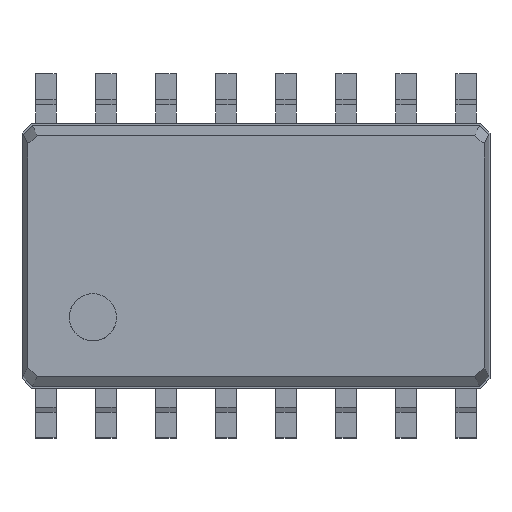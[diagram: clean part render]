
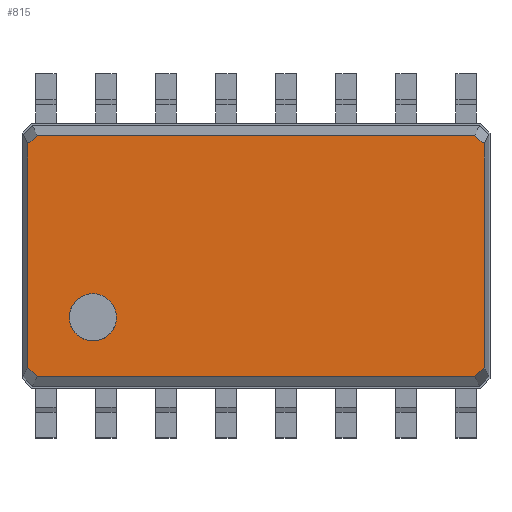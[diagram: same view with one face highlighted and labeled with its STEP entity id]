
A CAD part, top view. The second image highlights one B-rep face of the part: STEP entity #815.
In plain terms, the highlighted free-form (B-spline) face has degree [1, 1] with [2, 2] control points.
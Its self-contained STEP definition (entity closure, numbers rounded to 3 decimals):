
#644 = VERTEX_POINT('',#645);
#645 = CARTESIAN_POINT('',(-4.825,-2.368,1.55));
#652 = VERTEX_POINT('',#653);
#653 = CARTESIAN_POINT('',(-4.825,2.368,1.55));
#658 = EDGE_CURVE('',#644,#652,#659,.T.);
#659 = B_SPLINE_CURVE_WITH_KNOTS('',1,(#660,#661),.UNSPECIFIED.,.F.,.F.,
  (2,2),(0.,5.2),.PIECEWISE_BEZIER_KNOTS.);
#660 = CARTESIAN_POINT('',(-4.825,-2.368,1.55));
#661 = CARTESIAN_POINT('',(-4.825,2.368,1.55));
#674 = VERTEX_POINT('',#675);
#675 = CARTESIAN_POINT('',(-4.63,2.55,1.55));
#680 = EDGE_CURVE('',#652,#674,#681,.T.);
#681 = B_SPLINE_CURVE_WITH_KNOTS('',1,(#682,#683),.UNSPECIFIED.,.F.,.F.,
  (2,2),(0.,0.283),.PIECEWISE_BEZIER_KNOTS.);
#682 = CARTESIAN_POINT('',(-4.825,2.368,1.55));
#683 = CARTESIAN_POINT('',(-4.63,2.55,1.55));
#696 = VERTEX_POINT('',#697);
#697 = CARTESIAN_POINT('',(4.63,2.55,1.55));
#702 = EDGE_CURVE('',#674,#696,#703,.T.);
#703 = B_SPLINE_CURVE_WITH_KNOTS('',1,(#704,#705),.UNSPECIFIED.,.F.,.F.,
  (2,2),(0.,9.5),.PIECEWISE_BEZIER_KNOTS.);
#704 = CARTESIAN_POINT('',(-4.63,2.55,1.55));
#705 = CARTESIAN_POINT('',(4.63,2.55,1.55));
#718 = VERTEX_POINT('',#719);
#719 = CARTESIAN_POINT('',(4.825,2.368,1.55));
#724 = EDGE_CURVE('',#696,#718,#725,.T.);
#725 = B_SPLINE_CURVE_WITH_KNOTS('',1,(#726,#727),.UNSPECIFIED.,.F.,.F.,
  (2,2),(0.,0.283),.PIECEWISE_BEZIER_KNOTS.);
#726 = CARTESIAN_POINT('',(4.63,2.55,1.55));
#727 = CARTESIAN_POINT('',(4.825,2.368,1.55));
#740 = VERTEX_POINT('',#741);
#741 = CARTESIAN_POINT('',(4.825,-2.368,1.55));
#746 = EDGE_CURVE('',#718,#740,#747,.T.);
#747 = B_SPLINE_CURVE_WITH_KNOTS('',1,(#748,#749),.UNSPECIFIED.,.F.,.F.,
  (2,2),(0.,5.2),.PIECEWISE_BEZIER_KNOTS.);
#748 = CARTESIAN_POINT('',(4.825,2.368,1.55));
#749 = CARTESIAN_POINT('',(4.825,-2.368,1.55));
#762 = VERTEX_POINT('',#763);
#763 = CARTESIAN_POINT('',(4.63,-2.55,1.55));
#768 = EDGE_CURVE('',#740,#762,#769,.T.);
#769 = B_SPLINE_CURVE_WITH_KNOTS('',1,(#770,#771),.UNSPECIFIED.,.F.,.F.,
  (2,2),(0.,0.283),.PIECEWISE_BEZIER_KNOTS.);
#770 = CARTESIAN_POINT('',(4.825,-2.368,1.55));
#771 = CARTESIAN_POINT('',(4.63,-2.55,1.55));
#784 = VERTEX_POINT('',#785);
#785 = CARTESIAN_POINT('',(-4.63,-2.55,1.55));
#790 = EDGE_CURVE('',#762,#784,#791,.T.);
#791 = B_SPLINE_CURVE_WITH_KNOTS('',1,(#792,#793),.UNSPECIFIED.,.F.,.F.,
  (2,2),(0.,9.5),.PIECEWISE_BEZIER_KNOTS.);
#792 = CARTESIAN_POINT('',(4.63,-2.55,1.55));
#793 = CARTESIAN_POINT('',(-4.63,-2.55,1.55));
#806 = EDGE_CURVE('',#784,#644,#807,.T.);
#807 = B_SPLINE_CURVE_WITH_KNOTS('',1,(#808,#809),.UNSPECIFIED.,.F.,.F.,
  (2,2),(0.,0.283),.PIECEWISE_BEZIER_KNOTS.);
#808 = CARTESIAN_POINT('',(-4.63,-2.55,1.55));
#809 = CARTESIAN_POINT('',(-4.825,-2.368,1.55));
#815 = ADVANCED_FACE('',(#816,#826),#923,.F.);
#816 = FACE_BOUND('',#817,.F.);
#817 = EDGE_LOOP('',(#818,#819,#820,#821,#822,#823,#824,#825));
#818 = ORIENTED_EDGE('',*,*,#806,.T.);
#819 = ORIENTED_EDGE('',*,*,#658,.T.);
#820 = ORIENTED_EDGE('',*,*,#680,.T.);
#821 = ORIENTED_EDGE('',*,*,#702,.T.);
#822 = ORIENTED_EDGE('',*,*,#724,.T.);
#823 = ORIENTED_EDGE('',*,*,#746,.T.);
#824 = ORIENTED_EDGE('',*,*,#768,.T.);
#825 = ORIENTED_EDGE('',*,*,#790,.T.);
#826 = FACE_BOUND('',#827,.F.);
#827 = EDGE_LOOP('',(#828,#902));
#828 = ORIENTED_EDGE('',*,*,#829,.T.);
#829 = EDGE_CURVE('',#830,#832,#834,.T.);
#830 = VERTEX_POINT('',#831);
#831 = CARTESIAN_POINT('',(-2.95,-1.3,1.55));
#832 = VERTEX_POINT('',#833);
#833 = CARTESIAN_POINT('',(-3.052,-1.603,1.55));
#834 = B_SPLINE_CURVE_WITH_KNOTS('',6,(#835,#836,#837,#838,#839,#840,
    #841,#842,#843,#844,#845,#846,#847,#848,#849,#850,#851,#852,#853,
    #854,#855,#856,#857,#858,#859,#860,#861,#862,#863,#864,#865,#866,
    #867,#868,#869,#870,#871,#872,#873,#874,#875,#876,#877,#878,#879,
    #880,#881,#882,#883,#884,#885,#886,#887,#888,#889,#890,#891,#892,
    #893,#894,#895,#896,#897,#898,#899,#900,#901),.UNSPECIFIED.,.F.,.F.,
  (7,5,5,5,5,5,5,5,5,5,5,5,5,7),(0.,0.142,0.187,
    0.28,0.372,0.417,0.463,
    0.559,0.653,0.699,0.746,
    0.836,0.907,1.),.UNSPECIFIED.);
#835 = CARTESIAN_POINT('',(-2.95,-1.3,1.55));
#836 = CARTESIAN_POINT('',(-2.95,-1.234,1.55));
#837 = CARTESIAN_POINT('',(-2.961,-1.167,1.55));
#838 = CARTESIAN_POINT('',(-2.982,-1.103,1.55));
#839 = CARTESIAN_POINT('',(-3.013,-1.043,1.55));
#840 = CARTESIAN_POINT('',(-3.053,-0.989,1.55));
#841 = CARTESIAN_POINT('',(-3.116,-0.927,1.55));
#842 = CARTESIAN_POINT('',(-3.132,-0.913,1.55));
#843 = CARTESIAN_POINT('',(-3.148,-0.9,1.55));
#844 = CARTESIAN_POINT('',(-3.165,-0.888,1.55));
#845 = CARTESIAN_POINT('',(-3.183,-0.877,1.55));
#846 = CARTESIAN_POINT('',(-3.239,-0.845,1.55));
#847 = CARTESIAN_POINT('',(-3.279,-0.827,1.55));
#848 = CARTESIAN_POINT('',(-3.321,-0.813,1.55));
#849 = CARTESIAN_POINT('',(-3.364,-0.804,1.55));
#850 = CARTESIAN_POINT('',(-3.408,-0.8,1.55));
#851 = CARTESIAN_POINT('',(-3.495,-0.8,1.55));
#852 = CARTESIAN_POINT('',(-3.539,-0.805,1.55));
#853 = CARTESIAN_POINT('',(-3.582,-0.814,1.55));
#854 = CARTESIAN_POINT('',(-3.623,-0.828,1.55));
#855 = CARTESIAN_POINT('',(-3.663,-0.846,1.55));
#856 = CARTESIAN_POINT('',(-3.719,-0.878,1.55));
#857 = CARTESIAN_POINT('',(-3.737,-0.89,1.55));
#858 = CARTESIAN_POINT('',(-3.754,-0.902,1.55));
#859 = CARTESIAN_POINT('',(-3.771,-0.915,1.55));
#860 = CARTESIAN_POINT('',(-3.787,-0.93,1.55));
#861 = CARTESIAN_POINT('',(-3.817,-0.96,1.55));
#862 = CARTESIAN_POINT('',(-3.832,-0.976,1.55));
#863 = CARTESIAN_POINT('',(-3.846,-0.993,1.55));
#864 = CARTESIAN_POINT('',(-3.858,-1.01,1.55));
#865 = CARTESIAN_POINT('',(-3.87,-1.028,1.55));
#866 = CARTESIAN_POINT('',(-3.904,-1.086,1.55));
#867 = CARTESIAN_POINT('',(-3.922,-1.127,1.55));
#868 = CARTESIAN_POINT('',(-3.936,-1.169,1.55));
#869 = CARTESIAN_POINT('',(-3.946,-1.213,1.55));
#870 = CARTESIAN_POINT('',(-3.95,-1.258,1.55));
#871 = CARTESIAN_POINT('',(-3.95,-1.346,1.55));
#872 = CARTESIAN_POINT('',(-3.945,-1.39,1.55));
#873 = CARTESIAN_POINT('',(-3.936,-1.433,1.55));
#874 = CARTESIAN_POINT('',(-3.922,-1.475,1.55));
#875 = CARTESIAN_POINT('',(-3.903,-1.515,1.55));
#876 = CARTESIAN_POINT('',(-3.87,-1.572,1.55));
#877 = CARTESIAN_POINT('',(-3.858,-1.59,1.55));
#878 = CARTESIAN_POINT('',(-3.846,-1.607,1.55));
#879 = CARTESIAN_POINT('',(-3.832,-1.624,1.55));
#880 = CARTESIAN_POINT('',(-3.817,-1.64,1.55));
#881 = CARTESIAN_POINT('',(-3.786,-1.671,1.55));
#882 = CARTESIAN_POINT('',(-3.77,-1.686,1.55));
#883 = CARTESIAN_POINT('',(-3.752,-1.7,1.55));
#884 = CARTESIAN_POINT('',(-3.734,-1.713,1.55));
#885 = CARTESIAN_POINT('',(-3.715,-1.725,1.55));
#886 = CARTESIAN_POINT('',(-3.659,-1.756,1.55));
#887 = CARTESIAN_POINT('',(-3.62,-1.773,1.55));
#888 = CARTESIAN_POINT('',(-3.58,-1.786,1.55));
#889 = CARTESIAN_POINT('',(-3.538,-1.795,1.55));
#890 = CARTESIAN_POINT('',(-3.496,-1.8,1.55));
#891 = CARTESIAN_POINT('',(-3.42,-1.8,1.55));
#892 = CARTESIAN_POINT('',(-3.386,-1.798,1.55));
#893 = CARTESIAN_POINT('',(-3.353,-1.793,1.55));
#894 = CARTESIAN_POINT('',(-3.32,-1.785,1.55));
#895 = CARTESIAN_POINT('',(-3.288,-1.774,1.55));
#896 = CARTESIAN_POINT('',(-3.216,-1.744,1.55));
#897 = CARTESIAN_POINT('',(-3.178,-1.723,1.55));
#898 = CARTESIAN_POINT('',(-3.142,-1.698,1.55));
#899 = CARTESIAN_POINT('',(-3.108,-1.669,1.55));
#900 = CARTESIAN_POINT('',(-3.078,-1.637,1.55));
#901 = CARTESIAN_POINT('',(-3.052,-1.603,1.55));
#902 = ORIENTED_EDGE('',*,*,#903,.T.);
#903 = EDGE_CURVE('',#832,#830,#904,.T.);
#904 = B_SPLINE_CURVE_WITH_KNOTS('',5,(#905,#906,#907,#908,#909,#910,
    #911,#912,#913,#914,#915,#916,#917,#918,#919,#920,#921,#922),
  .UNSPECIFIED.,.F.,.F.,(6,4,4,4,6),(0.,0.532,0.774,
    0.885,1.),.UNSPECIFIED.);
#905 = CARTESIAN_POINT('',(-3.052,-1.603,1.55));
#906 = CARTESIAN_POINT('',(-3.031,-1.575,1.55));
#907 = CARTESIAN_POINT('',(-3.012,-1.546,1.55));
#908 = CARTESIAN_POINT('',(-2.996,-1.515,1.55));
#909 = CARTESIAN_POINT('',(-2.983,-1.482,1.55));
#910 = CARTESIAN_POINT('',(-2.968,-1.434,1.55));
#911 = CARTESIAN_POINT('',(-2.964,-1.419,1.55));
#912 = CARTESIAN_POINT('',(-2.961,-1.404,1.55));
#913 = CARTESIAN_POINT('',(-2.958,-1.388,1.55));
#914 = CARTESIAN_POINT('',(-2.954,-1.366,1.55));
#915 = CARTESIAN_POINT('',(-2.953,-1.359,1.55));
#916 = CARTESIAN_POINT('',(-2.953,-1.351,1.55));
#917 = CARTESIAN_POINT('',(-2.952,-1.344,1.55));
#918 = CARTESIAN_POINT('',(-2.951,-1.33,1.55));
#919 = CARTESIAN_POINT('',(-2.95,-1.322,1.55));
#920 = CARTESIAN_POINT('',(-2.95,-1.315,1.55));
#921 = CARTESIAN_POINT('',(-2.95,-1.307,1.55));
#922 = CARTESIAN_POINT('',(-2.95,-1.3,1.55));
#923 = B_SPLINE_SURFACE_WITH_KNOTS('',1,1,(
    (#924,#925)
    ,(#926,#927
    )),.UNSPECIFIED.,.F.,.F.,.F.,(2,2),(2,2),(-4.95,4.95),(-2.8,2.8),
  .PIECEWISE_BEZIER_KNOTS.);
#924 = CARTESIAN_POINT('',(4.825,-2.55,1.55));
#925 = CARTESIAN_POINT('',(4.825,2.55,1.55));
#926 = CARTESIAN_POINT('',(-4.825,-2.55,1.55));
#927 = CARTESIAN_POINT('',(-4.825,2.55,1.55));
